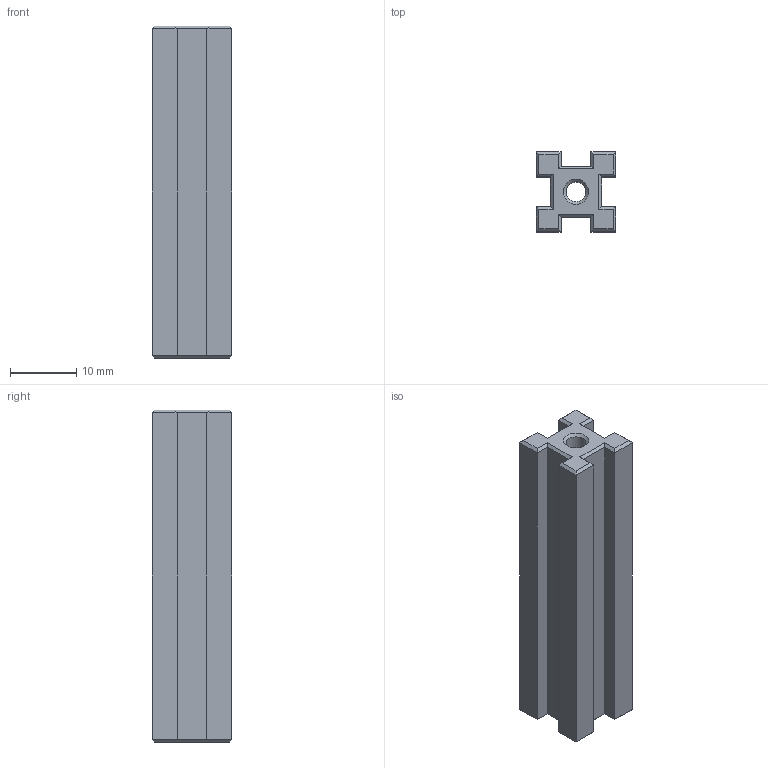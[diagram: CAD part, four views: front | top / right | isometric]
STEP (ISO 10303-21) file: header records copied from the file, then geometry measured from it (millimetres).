
FILE_DESCRIPTION(('FreeCAD Model'),'2;1');
FILE_NAME('pivote.step','2017-10-21T10:19:32',('Author'),(''), 'Open CASCADE STEP processor 6.8','FreeCAD','Unknown');
FILE_SCHEMA(('AUTOMOTIVE_DESIGN_CC2 { 1 2 10303 214 -1 1 5 4 }'));
Length unit declared in the file: millimetre
Products named in the file (1): pivote
Bounding box: 12 x 12 x 50 mm (x, y, z)
Volume: 4899.7 mm3; surface area: 3892.6 mm2
Topology: 1 solids, 1 shells, 65 faces, 147 edges, 84 vertices
Faces by surface type: plane 62, cone 2, cylinder 1
Full cylindrical faces by diameter (mm): 3 x1
Entity records: 4092 total; most frequent: CARTESIAN_POINT 611, DIRECTION 557, LINE 415, VECTOR 415, ORIENTED_EDGE 294, PCURVE 294, DEFINITIONAL_REPRESENTATION 294, EDGE_CURVE 147
